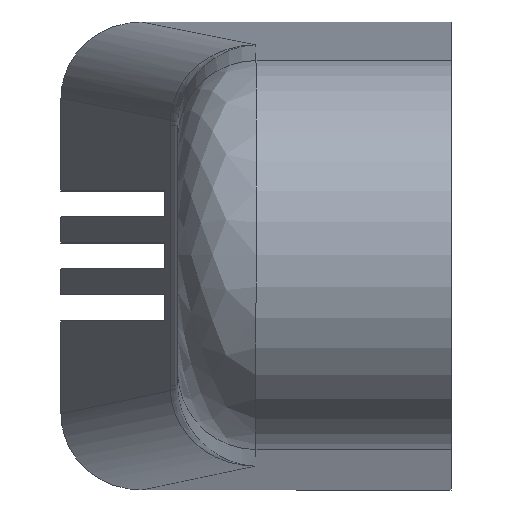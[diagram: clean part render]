
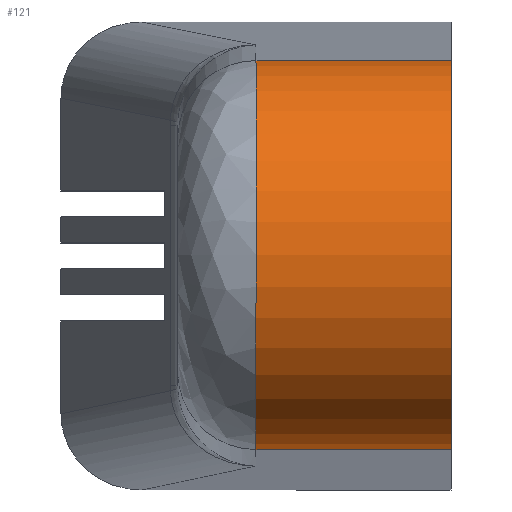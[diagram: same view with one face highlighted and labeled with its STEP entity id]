
A CAD part, top view. The second image highlights one B-rep face of the part: STEP entity #121.
In plain terms, the highlighted cylindrical face has radius 15 mm (diameter 30 mm), a partial arc.
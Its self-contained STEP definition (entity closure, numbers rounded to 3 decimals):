
#7=CARTESIAN_POINT('',(15.,-14.959,41.107));
#8=VERTEX_POINT('',#7);
#17=CARTESIAN_POINT('',(0.,-14.959,41.107));
#18=VERTEX_POINT('',#17);
#19=CARTESIAN_POINT('',(0.,-14.959,41.107));
#20=DIRECTION('',(1.0,0.0,0.0));
#21=VECTOR('',#20,15.0);
#22=LINE('',#19,#21);
#23=EDGE_CURVE('',#18,#8,#22,.T.);
#73=CARTESIAN_POINT('',(0.,14.959,41.107));
#74=VERTEX_POINT('',#73);
#81=CARTESIAN_POINT('',(15.,14.959,41.107));
#82=VERTEX_POINT('',#81);
#83=CARTESIAN_POINT('',(0.,14.959,41.107));
#84=DIRECTION('',(1.0,0.0,0.0));
#85=VECTOR('',#84,15.);
#86=LINE('',#83,#85);
#87=EDGE_CURVE('',#74,#82,#86,.T.);
#98=CARTESIAN_POINT('',(-15.,0.,40.0));
#99=DIRECTION('',(1.0,0.,0.));
#100=DIRECTION('',(0.,0.997,0.074));
#101=AXIS2_PLACEMENT_3D('',#98,#99,#100);
#102=CYLINDRICAL_SURFACE('',#101,15.);
#103=ORIENTED_EDGE('',*,*,#87,.F.);
#104=CARTESIAN_POINT('',(0.,0.,40.));
#105=DIRECTION('',(-1.0,0.,0.));
#106=DIRECTION('',(0.,0.997,0.074));
#107=AXIS2_PLACEMENT_3D('',#104,#105,#106);
#108=CIRCLE('',#107,15.);
#109=EDGE_CURVE('',#18,#74,#108,.T.);
#110=ORIENTED_EDGE('',*,*,#109,.F.);
#111=ORIENTED_EDGE('',*,*,#23,.T.);
#112=CARTESIAN_POINT('',(15.,0.,40.));
#113=DIRECTION('',(1.0,0.,0.));
#114=DIRECTION('',(0.,0.997,0.074));
#115=AXIS2_PLACEMENT_3D('',#112,#113,#114);
#116=CIRCLE('',#115,15.);
#117=EDGE_CURVE('',#82,#8,#116,.T.);
#118=ORIENTED_EDGE('',*,*,#117,.F.);
#119=EDGE_LOOP('',(#103,#110,#111,#118));
#120=FACE_OUTER_BOUND('',#119,.T.);
#121=ADVANCED_FACE('',(#120),#102,.T.);
